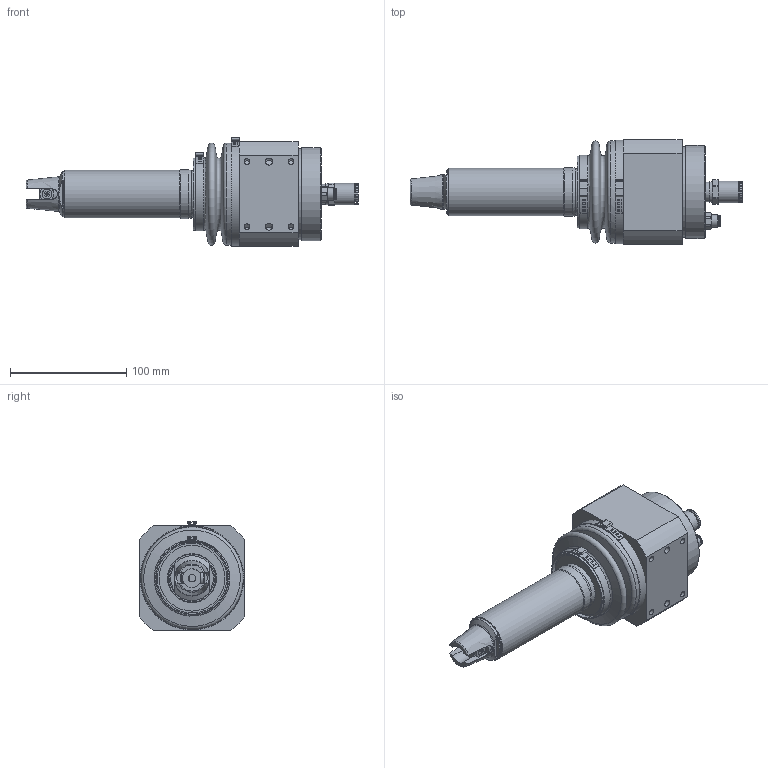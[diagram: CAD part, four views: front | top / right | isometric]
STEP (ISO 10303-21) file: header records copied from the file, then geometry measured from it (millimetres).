
FILE_DESCRIPTION(/* description */ ('RF 110'),/* implementation_level */ '2;1');
FILE_NAME(/* name */ 'RF 110_60057295.stp',/* time_stamp */ '2023-08-31T10:53:24+02:00',/* author */ ('DSteinicke'),/* organization */ (''),/* preprocessor_version */ 'ST-DEVELOPER v19.2',/* originating_system */ 'Autodesk Inventor 2024',/* authorisation */ '');
FILE_SCHEMA (('AUTOMOTIVE_DESIGN { 1 0 10303 214 3 1 1 }'));
Length unit declared in the file: millimetre
Products named in the file (1): 60057295
Bounding box: 285.55 x 90 x 93.71 mm (x, y, z)
Volume: 846872.8 mm3; surface area: 77955.5 mm2
Topology: 1 solids, 4 shells, 351 faces, 889 edges, 574 vertices
Faces by surface type: plane 149, cylinder 123, cone 65, torus 14
Full cylindrical faces by diameter (mm): 2.5 x1, 3.242 x1, 3.571 x1, 4 x1, 4.917 x4, 5.999 x2, 6 x3, 6.4 x1, 7 x1, 7.2 x1, 8.4 x1, 8.565 x1, 8.566 x1, 9.9 x1, 10.6 x1, 12 x1, 13.2 x1, 17 x1, 18 x1, 18.5 x2, 36 x1, 38.5 x1, 40 x1, 41 x1, 42 x1, 56.5 x1, 60 x1, 62 x1, 78.178 x1, 80 x1
Entity records: 11799 total; most frequent: CARTESIAN_POINT 2898, DIRECTION 1788, ORIENTED_EDGE 1774, EDGE_CURVE 887, AXIS2_PLACEMENT_3D 709, VERTEX_POINT 574, EDGE_LOOP 403, LINE 370
